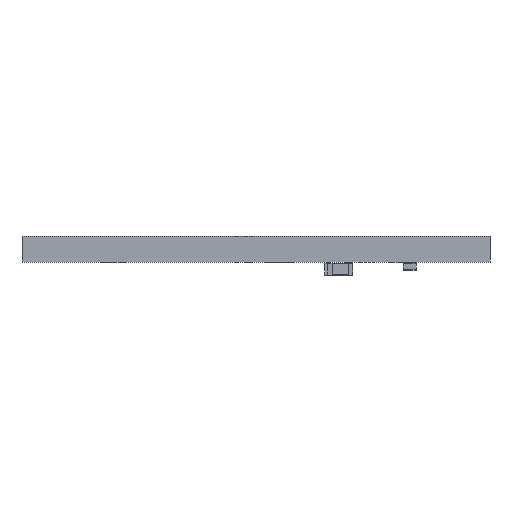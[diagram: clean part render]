
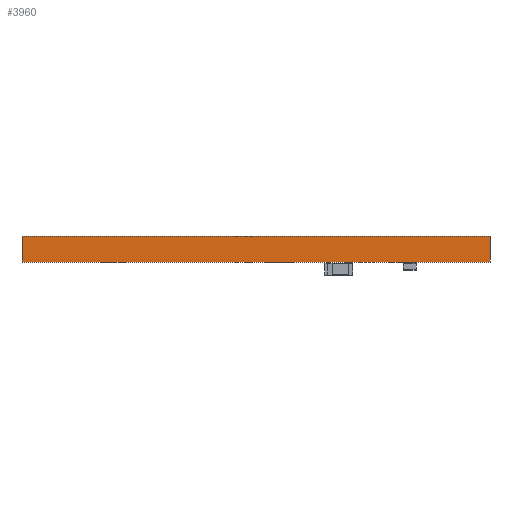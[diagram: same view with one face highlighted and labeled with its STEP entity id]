
A CAD part, front view. The second image highlights one B-rep face of the part: STEP entity #3960.
In plain terms, the highlighted planar face has unit normal (0, -1, 0).
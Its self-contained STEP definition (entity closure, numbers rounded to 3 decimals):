
#3960 = ADVANCED_FACE('',(#3961),#3975,.T.);
#3961 = FACE_BOUND('',#3962,.T.);
#3962 = EDGE_LOOP('',(#3963,#3998,#4026,#4054));
#3963 = ORIENTED_EDGE('',*,*,#3964,.T.);
#3964 = EDGE_CURVE('',#3965,#3967,#3969,.T.);
#3965 = VERTEX_POINT('',#3966);
#3966 = CARTESIAN_POINT('',(136.44,-124.62,0.));
#3967 = VERTEX_POINT('',#3968);
#3968 = CARTESIAN_POINT('',(136.44,-124.62,1.6));
#3969 = SURFACE_CURVE('',#3970,(#3974,#3986),.PCURVE_S1.);
#3970 = LINE('',#3971,#3972);
#3971 = CARTESIAN_POINT('',(136.44,-124.62,0.));
#3972 = VECTOR('',#3973,1.);
#3973 = DIRECTION('',(0.,0.,1.));
#3974 = PCURVE('',#3975,#3980);
#3975 = PLANE('',#3976);
#3976 = AXIS2_PLACEMENT_3D('',#3977,#3978,#3979);
#3977 = CARTESIAN_POINT('',(136.44,-124.62,0.));
#3978 = DIRECTION('',(0.,-1.,0.));
#3979 = DIRECTION('',(-1.,0.,0.));
#3980 = DEFINITIONAL_REPRESENTATION('',(#3981),#3985);
#3981 = LINE('',#3982,#3983);
#3982 = CARTESIAN_POINT('',(0.,-0.));
#3983 = VECTOR('',#3984,1.);
#3984 = DIRECTION('',(0.,-1.));
#3985 = ( GEOMETRIC_REPRESENTATION_CONTEXT(2) 
PARAMETRIC_REPRESENTATION_CONTEXT() REPRESENTATION_CONTEXT('2D SPACE',''
  ) );
#3986 = PCURVE('',#3987,#3992);
#3987 = PLANE('',#3988);
#3988 = AXIS2_PLACEMENT_3D('',#3989,#3990,#3991);
#3989 = CARTESIAN_POINT('',(136.44,-79.18,0.));
#3990 = DIRECTION('',(1.,0.,-0.));
#3991 = DIRECTION('',(0.,-1.,0.));
#3992 = DEFINITIONAL_REPRESENTATION('',(#3993),#3997);
#3993 = LINE('',#3994,#3995);
#3994 = CARTESIAN_POINT('',(45.44,0.));
#3995 = VECTOR('',#3996,1.);
#3996 = DIRECTION('',(0.,-1.));
#3997 = ( GEOMETRIC_REPRESENTATION_CONTEXT(2) 
PARAMETRIC_REPRESENTATION_CONTEXT() REPRESENTATION_CONTEXT('2D SPACE',''
  ) );
#3998 = ORIENTED_EDGE('',*,*,#3999,.T.);
#3999 = EDGE_CURVE('',#3967,#4000,#4002,.T.);
#4000 = VERTEX_POINT('',#4001);
#4001 = CARTESIAN_POINT('',(107.39,-124.62,1.6));
#4002 = SURFACE_CURVE('',#4003,(#4007,#4014),.PCURVE_S1.);
#4003 = LINE('',#4004,#4005);
#4004 = CARTESIAN_POINT('',(136.44,-124.62,1.6));
#4005 = VECTOR('',#4006,1.);
#4006 = DIRECTION('',(-1.,0.,0.));
#4007 = PCURVE('',#3975,#4008);
#4008 = DEFINITIONAL_REPRESENTATION('',(#4009),#4013);
#4009 = LINE('',#4010,#4011);
#4010 = CARTESIAN_POINT('',(0.,-1.6));
#4011 = VECTOR('',#4012,1.);
#4012 = DIRECTION('',(1.,0.));
#4013 = ( GEOMETRIC_REPRESENTATION_CONTEXT(2) 
PARAMETRIC_REPRESENTATION_CONTEXT() REPRESENTATION_CONTEXT('2D SPACE',''
  ) );
#4014 = PCURVE('',#4015,#4020);
#4015 = PLANE('',#4016);
#4016 = AXIS2_PLACEMENT_3D('',#4017,#4018,#4019);
#4017 = CARTESIAN_POINT('',(121.915,-101.9,1.6));
#4018 = DIRECTION('',(-0.,-0.,-1.));
#4019 = DIRECTION('',(-1.,0.,0.));
#4020 = DEFINITIONAL_REPRESENTATION('',(#4021),#4025);
#4021 = LINE('',#4022,#4023);
#4022 = CARTESIAN_POINT('',(-14.525,-22.72));
#4023 = VECTOR('',#4024,1.);
#4024 = DIRECTION('',(1.,0.));
#4025 = ( GEOMETRIC_REPRESENTATION_CONTEXT(2) 
PARAMETRIC_REPRESENTATION_CONTEXT() REPRESENTATION_CONTEXT('2D SPACE',''
  ) );
#4026 = ORIENTED_EDGE('',*,*,#4027,.F.);
#4027 = EDGE_CURVE('',#4028,#4000,#4030,.T.);
#4028 = VERTEX_POINT('',#4029);
#4029 = CARTESIAN_POINT('',(107.39,-124.62,0.));
#4030 = SURFACE_CURVE('',#4031,(#4035,#4042),.PCURVE_S1.);
#4031 = LINE('',#4032,#4033);
#4032 = CARTESIAN_POINT('',(107.39,-124.62,0.));
#4033 = VECTOR('',#4034,1.);
#4034 = DIRECTION('',(0.,0.,1.));
#4035 = PCURVE('',#3975,#4036);
#4036 = DEFINITIONAL_REPRESENTATION('',(#4037),#4041);
#4037 = LINE('',#4038,#4039);
#4038 = CARTESIAN_POINT('',(29.05,0.));
#4039 = VECTOR('',#4040,1.);
#4040 = DIRECTION('',(0.,-1.));
#4041 = ( GEOMETRIC_REPRESENTATION_CONTEXT(2) 
PARAMETRIC_REPRESENTATION_CONTEXT() REPRESENTATION_CONTEXT('2D SPACE',''
  ) );
#4042 = PCURVE('',#4043,#4048);
#4043 = PLANE('',#4044);
#4044 = AXIS2_PLACEMENT_3D('',#4045,#4046,#4047);
#4045 = CARTESIAN_POINT('',(107.39,-124.62,0.));
#4046 = DIRECTION('',(-1.,0.,0.));
#4047 = DIRECTION('',(0.,1.,0.));
#4048 = DEFINITIONAL_REPRESENTATION('',(#4049),#4053);
#4049 = LINE('',#4050,#4051);
#4050 = CARTESIAN_POINT('',(0.,0.));
#4051 = VECTOR('',#4052,1.);
#4052 = DIRECTION('',(0.,-1.));
#4053 = ( GEOMETRIC_REPRESENTATION_CONTEXT(2) 
PARAMETRIC_REPRESENTATION_CONTEXT() REPRESENTATION_CONTEXT('2D SPACE',''
  ) );
#4054 = ORIENTED_EDGE('',*,*,#4055,.F.);
#4055 = EDGE_CURVE('',#3965,#4028,#4056,.T.);
#4056 = SURFACE_CURVE('',#4057,(#4061,#4068),.PCURVE_S1.);
#4057 = LINE('',#4058,#4059);
#4058 = CARTESIAN_POINT('',(136.44,-124.62,0.));
#4059 = VECTOR('',#4060,1.);
#4060 = DIRECTION('',(-1.,0.,0.));
#4061 = PCURVE('',#3975,#4062);
#4062 = DEFINITIONAL_REPRESENTATION('',(#4063),#4067);
#4063 = LINE('',#4064,#4065);
#4064 = CARTESIAN_POINT('',(0.,-0.));
#4065 = VECTOR('',#4066,1.);
#4066 = DIRECTION('',(1.,0.));
#4067 = ( GEOMETRIC_REPRESENTATION_CONTEXT(2) 
PARAMETRIC_REPRESENTATION_CONTEXT() REPRESENTATION_CONTEXT('2D SPACE',''
  ) );
#4068 = PCURVE('',#4069,#4074);
#4069 = PLANE('',#4070);
#4070 = AXIS2_PLACEMENT_3D('',#4071,#4072,#4073);
#4071 = CARTESIAN_POINT('',(121.915,-101.9,0.));
#4072 = DIRECTION('',(-0.,-0.,-1.));
#4073 = DIRECTION('',(-1.,0.,0.));
#4074 = DEFINITIONAL_REPRESENTATION('',(#4075),#4079);
#4075 = LINE('',#4076,#4077);
#4076 = CARTESIAN_POINT('',(-14.525,-22.72));
#4077 = VECTOR('',#4078,1.);
#4078 = DIRECTION('',(1.,0.));
#4079 = ( GEOMETRIC_REPRESENTATION_CONTEXT(2) 
PARAMETRIC_REPRESENTATION_CONTEXT() REPRESENTATION_CONTEXT('2D SPACE',''
  ) );
